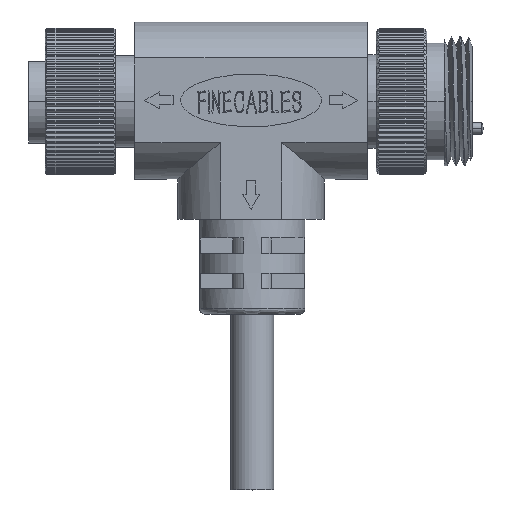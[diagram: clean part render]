
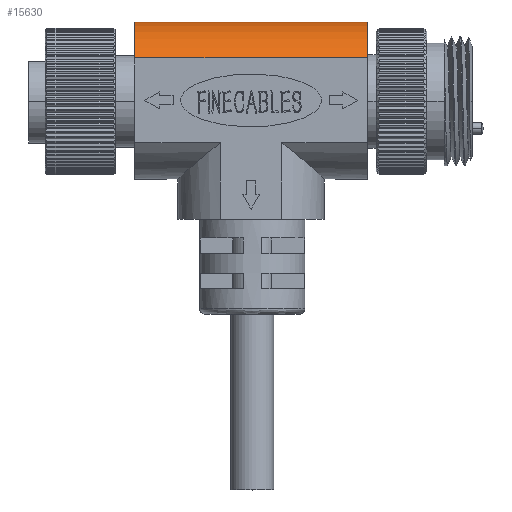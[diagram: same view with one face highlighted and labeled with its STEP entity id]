
A CAD part, top view. The second image highlights one B-rep face of the part: STEP entity #15630.
In plain terms, the highlighted cylindrical face has radius 13.548 mm (diameter 27.097 mm), a partial arc.
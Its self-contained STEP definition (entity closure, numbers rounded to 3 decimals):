
#748 = LINE ( 'NONE', #45284, #48557 ) ;
#2338 = ORIENTED_EDGE ( 'NONE', *, *, #12017, .T. ) ;
#2384 = LINE ( 'NONE', #14557, #18644 ) ;
#4281 = ORIENTED_EDGE ( 'NONE', *, *, #13904, .T. ) ;
#4796 = ORIENTED_EDGE ( 'NONE', *, *, #11471, .T. ) ;
#6335 = DIRECTION ( 'NONE',  ( -1., 0., 0. ) ) ;
#7101 = VERTEX_POINT ( 'NONE', #12812 ) ;
#9166 = AXIS2_PLACEMENT_3D ( 'NONE', #42363, #19518, #46200 ) ;
#9251 = CARTESIAN_POINT ( 'NONE',  ( -20.041, 9.172, -11.5 ) ) ;
#11471 = EDGE_CURVE ( 'NONE', #46973, #7101, #22310, .T. ) ;
#12017 = EDGE_CURVE ( 'NONE', #40957, #46973, #748, .T. ) ;
#12812 = CARTESIAN_POINT ( 'NONE',  ( 19.659, 9.172, -11.5 ) ) ;
#12852 = DIRECTION ( 'NONE',  ( 0., 0., 1. ) ) ;
#13100 = EDGE_CURVE ( 'NONE', #42969, #40957, #29922, .T. ) ;
#13904 = EDGE_CURVE ( 'NONE', #7101, #42969, #2384, .T. ) ;
#14557 = CARTESIAN_POINT ( 'NONE',  ( 19.659, 9.172, -11.5 ) ) ;
#15630 = ADVANCED_FACE ( 'NONE', ( #35494 ), #44492, .T. ) ;
#18644 = VECTOR ( 'NONE', #37275, 1000. ) ;
#19518 = DIRECTION ( 'NONE',  ( 1., 0., 0. ) ) ;
#21304 = AXIS2_PLACEMENT_3D ( 'NONE', #42862, #6335, #12852 ) ;
#22310 = CIRCLE ( 'NONE', #21304, 13.548 ) ;
#27251 = CARTESIAN_POINT ( 'NONE',  ( 19.659, 1.773, -0.15 ) ) ;
#29922 = CIRCLE ( 'NONE', #9166, 13.548 ) ;
#30119 = AXIS2_PLACEMENT_3D ( 'NONE', #27251, #30906, #34626 ) ;
#30906 = DIRECTION ( 'NONE',  ( -1., 0., 0. ) ) ;
#31647 = ORIENTED_EDGE ( 'NONE', *, *, #13100, .T. ) ;
#33096 = CARTESIAN_POINT ( 'NONE',  ( -20.041, 9.172, 11.2 ) ) ;
#34626 = DIRECTION ( 'NONE',  ( 0., 0., 1. ) ) ;
#35494 = FACE_OUTER_BOUND ( 'NONE', #38793, .T. ) ;
#37275 = DIRECTION ( 'NONE',  ( -1., 0., 0. ) ) ;
#38793 = EDGE_LOOP ( 'NONE', ( #4796, #4281, #31647, #2338 ) ) ;
#40957 = VERTEX_POINT ( 'NONE', #33096 ) ;
#42363 = CARTESIAN_POINT ( 'NONE',  ( -20.041, 1.773, -0.15 ) ) ;
#42862 = CARTESIAN_POINT ( 'NONE',  ( 19.659, 1.773, -0.15 ) ) ;
#42969 = VERTEX_POINT ( 'NONE', #9251 ) ;
#44492 = CYLINDRICAL_SURFACE ( 'NONE', #30119, 13.548 ) ;
#45009 = DIRECTION ( 'NONE',  ( 1., 0., 0. ) ) ;
#45284 = CARTESIAN_POINT ( 'NONE',  ( 19.659, 9.172, 11.2 ) ) ;
#46200 = DIRECTION ( 'NONE',  ( 0., 0., 1. ) ) ;
#46332 = CARTESIAN_POINT ( 'NONE',  ( 19.659, 9.172, 11.2 ) ) ;
#46973 = VERTEX_POINT ( 'NONE', #46332 ) ;
#48557 = VECTOR ( 'NONE', #45009, 1000. ) ;
